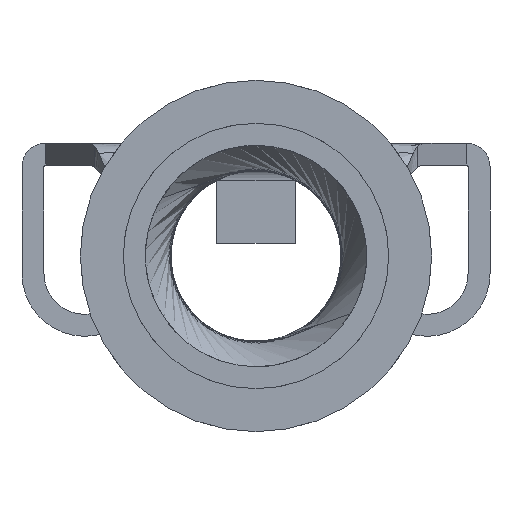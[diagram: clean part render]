
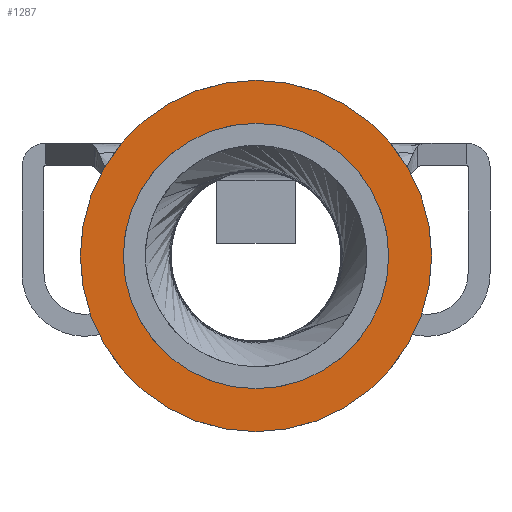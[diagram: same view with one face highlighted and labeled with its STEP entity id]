
A CAD part, front view. The second image highlights one B-rep face of the part: STEP entity #1287.
In plain terms, the highlighted planar face has unit normal (0, -1, 0).
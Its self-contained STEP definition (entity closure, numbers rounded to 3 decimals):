
#59 = EDGE_CURVE ( 'NONE', #2899, #555, #1861, .T. ) ;
#495 = CARTESIAN_POINT ( 'NONE',  ( 0., -13.18, -1.8 ) ) ;
#552 = DIRECTION ( 'NONE',  ( 0., 0., -1. ) ) ;
#555 = VERTEX_POINT ( 'NONE', #2863 ) ;
#557 = AXIS2_PLACEMENT_3D ( 'NONE', #495, #3527, #2818 ) ;
#640 = AXIS2_PLACEMENT_3D ( 'NONE', #2202, #1502, #552 ) ;
#701 = PLANE ( 'NONE',  #3784 ) ;
#755 = EDGE_LOOP ( 'NONE', ( #1899, #4009 ) ) ;
#774 = CARTESIAN_POINT ( 'NONE',  ( 0., -13.18, -3.915 ) ) ;
#915 = DIRECTION ( 'NONE',  ( 0., 0., -1. ) ) ;
#998 = EDGE_CURVE ( 'NONE', #2638, #4282, #1949, .T. ) ;
#1024 = EDGE_CURVE ( 'NONE', #4282, #2638, #2867, .T. ) ;
#1166 = AXIS2_PLACEMENT_3D ( 'NONE', #1953, #3911, #1553 ) ;
#1175 = EDGE_LOOP ( 'NONE', ( #2236, #2847 ) ) ;
#1184 = DIRECTION ( 'NONE',  ( 0., -1., 0. ) ) ;
#1287 = ADVANCED_FACE ( 'NONE', ( #1888, #3293 ), #701, .T. ) ;
#1401 = CARTESIAN_POINT ( 'NONE',  ( 0., -13.18, 0.315 ) ) ;
#1502 = DIRECTION ( 'NONE',  ( 0., -1., 0. ) ) ;
#1553 = DIRECTION ( 'NONE',  ( 0., 0., -1. ) ) ;
#1861 = CIRCLE ( 'NONE', #1166, 2.8 ) ;
#1888 = FACE_OUTER_BOUND ( 'NONE', #755, .T. ) ;
#1899 = ORIENTED_EDGE ( 'NONE', *, *, #59, .T. ) ;
#1949 = CIRCLE ( 'NONE', #3809, 2.115 ) ;
#1953 = CARTESIAN_POINT ( 'NONE',  ( 0., -13.18, -1.8 ) ) ;
#2084 = CARTESIAN_POINT ( 'NONE',  ( 0., -13.18, -4.6 ) ) ;
#2202 = CARTESIAN_POINT ( 'NONE',  ( 0., -13.18, -1.8 ) ) ;
#2234 = EDGE_CURVE ( 'NONE', #555, #2899, #2414, .T. ) ;
#2236 = ORIENTED_EDGE ( 'NONE', *, *, #1024, .F. ) ;
#2414 = CIRCLE ( 'NONE', #557, 2.8 ) ;
#2576 = CARTESIAN_POINT ( 'NONE',  ( 0., -13.18, -1.8 ) ) ;
#2638 = VERTEX_POINT ( 'NONE', #1401 ) ;
#2655 = DIRECTION ( 'NONE',  ( 0., 0., -1. ) ) ;
#2818 = DIRECTION ( 'NONE',  ( 0., 0., -1. ) ) ;
#2847 = ORIENTED_EDGE ( 'NONE', *, *, #998, .F. ) ;
#2863 = CARTESIAN_POINT ( 'NONE',  ( 0., -13.18, 1. ) ) ;
#2867 = CIRCLE ( 'NONE', #640, 2.115 ) ;
#2899 = VERTEX_POINT ( 'NONE', #2084 ) ;
#3025 = CARTESIAN_POINT ( 'NONE',  ( 0., -13.18, -3.915 ) ) ;
#3293 = FACE_BOUND ( 'NONE', #1175, .T. ) ;
#3527 = DIRECTION ( 'NONE',  ( 0., -1., 0. ) ) ;
#3622 = DIRECTION ( 'NONE',  ( 0., -1., 0. ) ) ;
#3784 = AXIS2_PLACEMENT_3D ( 'NONE', #3025, #3622, #2655 ) ;
#3809 = AXIS2_PLACEMENT_3D ( 'NONE', #2576, #1184, #915 ) ;
#3911 = DIRECTION ( 'NONE',  ( 0., -1., 0. ) ) ;
#4009 = ORIENTED_EDGE ( 'NONE', *, *, #2234, .T. ) ;
#4282 = VERTEX_POINT ( 'NONE', #774 ) ;
